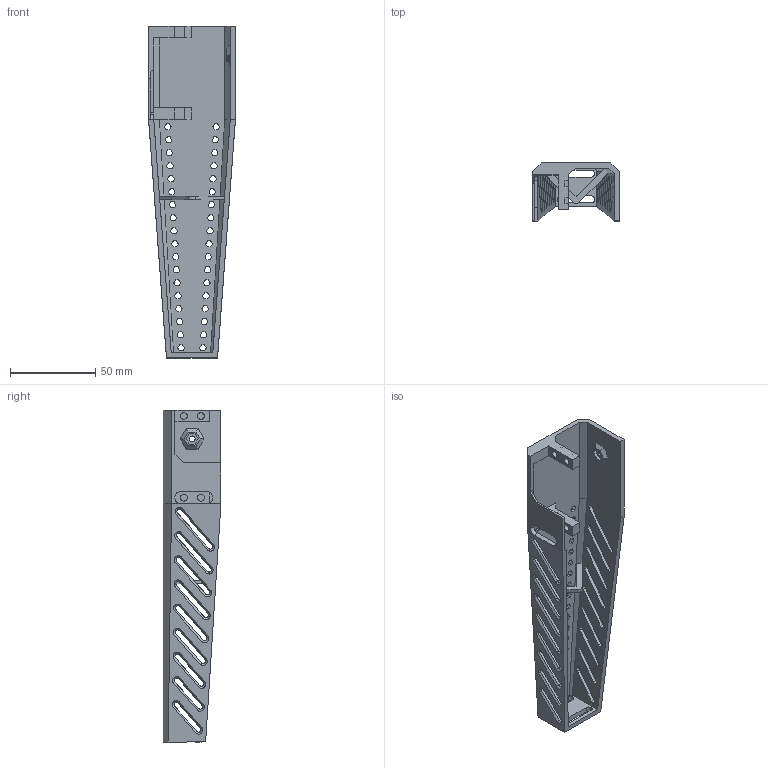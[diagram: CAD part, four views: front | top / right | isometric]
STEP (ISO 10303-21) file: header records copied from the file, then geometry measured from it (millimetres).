
FILE_DESCRIPTION(/* description */ (''),/* implementation_level */ '2;1');
FILE_NAME(/* name */ 'ForeArm.step',/* time_stamp */ '2023-06-09T17:16:33-05:00',/* author */ (''),/* organization */ (''),/* preprocessor_version */ 'ST-DEVELOPER v19.2',/* originating_system */ 'Autodesk Translation Framework v12.6.0.85',/* authorisation */ '');
FILE_SCHEMA (('AUTOMOTIVE_DESIGN { 1 0 10303 214 3 1 1 }'));
Length unit declared in the file: millimetre
Products named in the file (2): Arm2 (v11~recovered); Forearm
Assembly tree (1 placements, depth 2):
  Arm2 (v11~recovered)
    Forearm
Bounding box: 51 x 34 x 195 mm (x, y, z)
Volume: 49875.2 mm3; surface area: 40322.5 mm2
Topology: 1 solids, 1 shells, 1126 faces, 2845 edges, 1724 vertices
Faces by surface type: plane 607, cylinder 267, cone 252
Full cylindrical faces by diameter (mm): 3.5 x1, 4 x4, 8.2 x1
Entity records: 33494 total; most frequent: DIRECTION 5892, CARTESIAN_POINT 5700, ORIENTED_EDGE 5694, EDGE_CURVE 2847, LINE 2060, VECTOR 2060, AXIS2_PLACEMENT_3D 1916, VERTEX_POINT 1724
